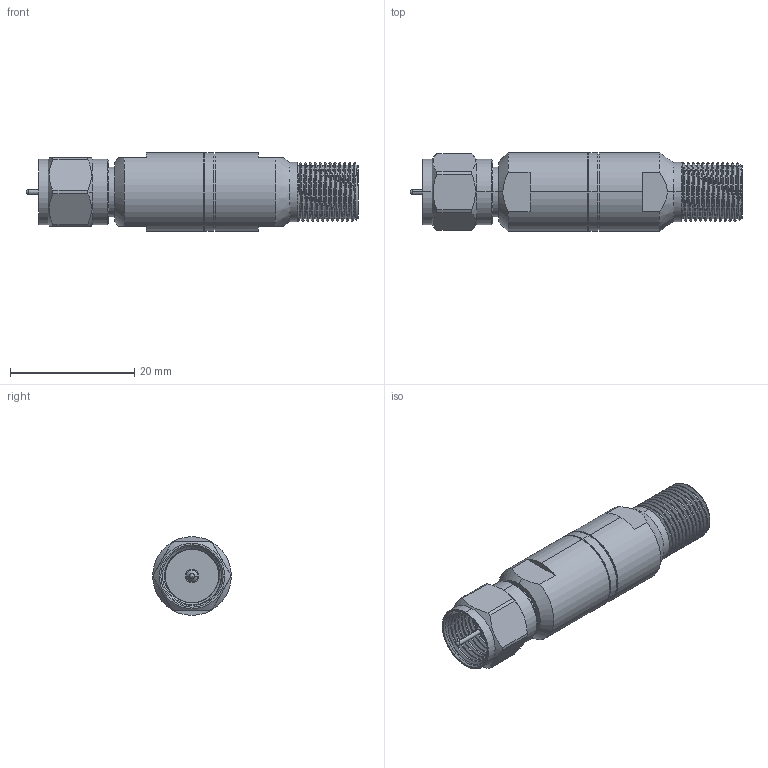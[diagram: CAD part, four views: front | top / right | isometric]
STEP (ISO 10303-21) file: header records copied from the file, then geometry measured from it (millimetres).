
FILE_DESCRIPTION (( 'STEP AP214' ), '1' );
FILE_NAME ('SD8242A_3D.step', '2025-04-28T16:01:46', ( '' ), ( '' ), 'SwSTEP 2.0', 'SolidWorks 2022', '' );
FILE_SCHEMA (( 'AUTOMOTIVE_DESIGN' ));
Length unit declared in the file: inch
Products named in the file (1): SD8242A_3D
Bounding box: 53.54 x 12.7 x 12.7 mm (x, y, z)
Volume: 4660.9 mm3; surface area: 2911.7 mm2
Topology: 2 solids, 2 shells, 166 faces, 437 edges, 291 vertices
Faces by surface type: cylinder 85, plane 50, cone 21, bspline 9, sphere 1
Entity records: 10525 total; most frequent: CARTESIAN_POINT 6648, ORIENTED_EDGE 870, DIRECTION 730, EDGE_CURVE 435, VERTEX_POINT 290, AXIS2_PLACEMENT_3D 280, EDGE_LOOP 183, LINE 170
